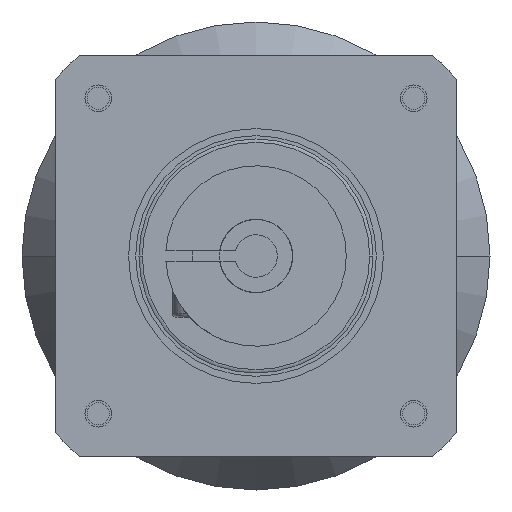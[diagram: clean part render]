
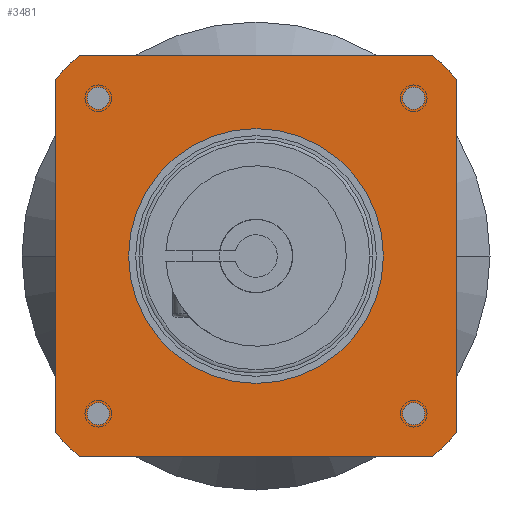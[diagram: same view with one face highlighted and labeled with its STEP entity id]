
A CAD part, left-side view. The second image highlights one B-rep face of the part: STEP entity #3481.
In plain terms, the highlighted planar face has unit normal (-1, 0, 0).
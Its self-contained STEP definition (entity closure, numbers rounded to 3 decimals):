
#705=CARTESIAN_POINT('',(0.,0.,0.));
#706=DIRECTION('',(-1.,0.,0.));
#707=DIRECTION('',(0.,-0.75,0.661));
#708=AXIS2_PLACEMENT_3D('',#705,#706,#707);
#710=DIRECTION('',(0.,0.,1.));
#711=VECTOR('',#710,52.915);
#712=CARTESIAN_POINT('',(0.,-30.,-26.458));
#713=LINE('',#712,#711);
#714=CARTESIAN_POINT('',(0.,0.,0.));
#715=DIRECTION('',(-1.,0.,0.));
#716=DIRECTION('',(0.,-0.661,-0.75));
#717=AXIS2_PLACEMENT_3D('',#714,#715,#716);
#719=DIRECTION('',(0.,-1.,0.));
#720=VECTOR('',#719,52.915);
#721=CARTESIAN_POINT('',(0.,26.458,-30.));
#722=LINE('',#721,#720);
#723=CARTESIAN_POINT('',(0.,0.,0.));
#724=DIRECTION('',(-1.,0.,0.));
#725=DIRECTION('',(0.,0.75,-0.661));
#726=AXIS2_PLACEMENT_3D('',#723,#724,#725);
#728=DIRECTION('',(0.,0.,-1.));
#729=VECTOR('',#728,52.915);
#730=CARTESIAN_POINT('',(0.,30.,26.458));
#731=LINE('',#730,#729);
#732=CARTESIAN_POINT('',(0.,0.,0.));
#733=DIRECTION('',(-1.,0.,0.));
#734=DIRECTION('',(0.,0.661,0.75));
#735=AXIS2_PLACEMENT_3D('',#732,#733,#734);
#737=DIRECTION('',(0.,1.,0.));
#738=VECTOR('',#737,52.915);
#739=CARTESIAN_POINT('',(0.,-26.458,30.));
#740=LINE('',#739,#738);
#741=CARTESIAN_POINT('',(0.,0.,0.));
#742=DIRECTION('',(1.,0.,0.));
#743=DIRECTION('',(0.,-1.,0.));
#744=AXIS2_PLACEMENT_3D('',#741,#742,#743);
#746=CARTESIAN_POINT('',(0.,0.,0.));
#747=DIRECTION('',(1.,0.,0.));
#748=DIRECTION('',(0.,1.,0.));
#749=AXIS2_PLACEMENT_3D('',#746,#747,#748);
#751=CARTESIAN_POINT('',(0.,-23.582,23.582));
#752=DIRECTION('',(-1.,0.,0.));
#753=DIRECTION('',(0.,0.,-1.));
#754=AXIS2_PLACEMENT_3D('',#751,#752,#753);
#756=CARTESIAN_POINT('',(0.,-23.582,23.582));
#757=DIRECTION('',(-1.,0.,0.));
#758=DIRECTION('',(0.,0.,1.));
#759=AXIS2_PLACEMENT_3D('',#756,#757,#758);
#761=CARTESIAN_POINT('',(0.,-23.582,-23.582));
#762=DIRECTION('',(-1.,0.,0.));
#763=DIRECTION('',(0.,0.,-1.));
#764=AXIS2_PLACEMENT_3D('',#761,#762,#763);
#766=CARTESIAN_POINT('',(0.,-23.582,-23.582));
#767=DIRECTION('',(-1.,0.,0.));
#768=DIRECTION('',(0.,0.,1.));
#769=AXIS2_PLACEMENT_3D('',#766,#767,#768);
#771=CARTESIAN_POINT('',(0.,23.582,-23.582));
#772=DIRECTION('',(-1.,0.,0.));
#773=DIRECTION('',(0.,0.,-1.));
#774=AXIS2_PLACEMENT_3D('',#771,#772,#773);
#776=CARTESIAN_POINT('',(0.,23.582,-23.582));
#777=DIRECTION('',(-1.,0.,0.));
#778=DIRECTION('',(0.,0.,1.));
#779=AXIS2_PLACEMENT_3D('',#776,#777,#778);
#781=CARTESIAN_POINT('',(0.,23.582,23.582));
#782=DIRECTION('',(-1.,0.,0.));
#783=DIRECTION('',(0.,0.,-1.));
#784=AXIS2_PLACEMENT_3D('',#781,#782,#783);
#786=CARTESIAN_POINT('',(0.,23.582,23.582));
#787=DIRECTION('',(-1.,0.,0.));
#788=DIRECTION('',(0.,0.,1.));
#789=AXIS2_PLACEMENT_3D('',#786,#787,#788);
#2077=CARTESIAN_POINT('',(0.,-30.,26.458));
#2078=CARTESIAN_POINT('',(0.,-26.458,30.));
#2079=VERTEX_POINT('',#2077);
#2080=VERTEX_POINT('',#2078);
#2081=CARTESIAN_POINT('',(0.,26.458,30.));
#2082=VERTEX_POINT('',#2081);
#2083=CARTESIAN_POINT('',(0.,30.,26.458));
#2084=VERTEX_POINT('',#2083);
#2085=CARTESIAN_POINT('',(0.,30.,-26.458));
#2086=VERTEX_POINT('',#2085);
#2087=CARTESIAN_POINT('',(0.,26.458,-30.));
#2088=VERTEX_POINT('',#2087);
#2089=CARTESIAN_POINT('',(0.,-26.458,-30.));
#2090=VERTEX_POINT('',#2089);
#2091=CARTESIAN_POINT('',(0.,-30.,-26.458));
#2092=VERTEX_POINT('',#2091);
#2109=CARTESIAN_POINT('',(0.,-19.05,0.));
#2110=CARTESIAN_POINT('',(0.,19.05,0.));
#2111=VERTEX_POINT('',#2109);
#2112=VERTEX_POINT('',#2110);
#2129=CARTESIAN_POINT('',(0.,-23.582,21.932));
#2130=CARTESIAN_POINT('',(0.,-23.582,25.232));
#2131=VERTEX_POINT('',#2129);
#2132=VERTEX_POINT('',#2130);
#2133=CARTESIAN_POINT('',(0.,-23.582,-25.232));
#2134=CARTESIAN_POINT('',(0.,-23.582,-21.932));
#2135=VERTEX_POINT('',#2133);
#2136=VERTEX_POINT('',#2134);
#2137=CARTESIAN_POINT('',(0.,23.582,-25.232));
#2138=CARTESIAN_POINT('',(0.,23.582,-21.932));
#2139=VERTEX_POINT('',#2137);
#2140=VERTEX_POINT('',#2138);
#2141=CARTESIAN_POINT('',(0.,23.582,21.932));
#2142=CARTESIAN_POINT('',(0.,23.582,25.232));
#2143=VERTEX_POINT('',#2141);
#2144=VERTEX_POINT('',#2142);
#3436=CARTESIAN_POINT('',(0.,0.,0.));
#3437=DIRECTION('',(-1.,0.,0.));
#3438=DIRECTION('',(0.,0.,-1.));
#3439=AXIS2_PLACEMENT_3D('',#3436,#3437,#3438);
#3440=PLANE('',#3439);
#3441=ORIENTED_EDGE('',*,*,#3326,.F.);
#3442=ORIENTED_EDGE('',*,*,#3341,.F.);
#3443=ORIENTED_EDGE('',*,*,#3355,.F.);
#3444=ORIENTED_EDGE('',*,*,#3369,.F.);
#3445=ORIENTED_EDGE('',*,*,#3389,.F.);
#3446=ORIENTED_EDGE('',*,*,#3403,.F.);
#3447=ORIENTED_EDGE('',*,*,#3417,.F.);
#3448=ORIENTED_EDGE('',*,*,#3430,.F.);
#3449=EDGE_LOOP('',(#3441,#3442,#3443,#3444,#3445,#3446,#3447,#3448));
#3450=FACE_OUTER_BOUND('',#3449,.F.);
#3452=ORIENTED_EDGE('',*,*,#3451,.F.);
#3454=ORIENTED_EDGE('',*,*,#3453,.F.);
#3455=EDGE_LOOP('',(#3452,#3454));
#3456=FACE_BOUND('',#3455,.F.);
#3458=ORIENTED_EDGE('',*,*,#3457,.T.);
#3460=ORIENTED_EDGE('',*,*,#3459,.T.);
#3461=EDGE_LOOP('',(#3458,#3460));
#3462=FACE_BOUND('',#3461,.F.);
#3464=ORIENTED_EDGE('',*,*,#3463,.T.);
#3466=ORIENTED_EDGE('',*,*,#3465,.T.);
#3467=EDGE_LOOP('',(#3464,#3466));
#3468=FACE_BOUND('',#3467,.F.);
#3470=ORIENTED_EDGE('',*,*,#3469,.T.);
#3472=ORIENTED_EDGE('',*,*,#3471,.T.);
#3473=EDGE_LOOP('',(#3470,#3472));
#3474=FACE_BOUND('',#3473,.F.);
#3476=ORIENTED_EDGE('',*,*,#3475,.T.);
#3478=ORIENTED_EDGE('',*,*,#3477,.T.);
#3479=EDGE_LOOP('',(#3476,#3478));
#3480=FACE_BOUND('',#3479,.F.);
#709=CIRCLE('',#708,40.);
#718=CIRCLE('',#717,40.);
#727=CIRCLE('',#726,40.);
#736=CIRCLE('',#735,40.);
#745=CIRCLE('',#744,19.05);
#750=CIRCLE('',#749,19.05);
#755=CIRCLE('',#754,1.65);
#760=CIRCLE('',#759,1.65);
#765=CIRCLE('',#764,1.65);
#770=CIRCLE('',#769,1.65);
#775=CIRCLE('',#774,1.65);
#780=CIRCLE('',#779,1.65);
#785=CIRCLE('',#784,1.65);
#790=CIRCLE('',#789,1.65);
#3326=EDGE_CURVE('',#2079,#2080,#709,.T.);
#3341=EDGE_CURVE('',#2092,#2079,#713,.T.);
#3355=EDGE_CURVE('',#2090,#2092,#718,.T.);
#3369=EDGE_CURVE('',#2088,#2090,#722,.T.);
#3389=EDGE_CURVE('',#2086,#2088,#727,.T.);
#3403=EDGE_CURVE('',#2084,#2086,#731,.T.);
#3417=EDGE_CURVE('',#2082,#2084,#736,.T.);
#3430=EDGE_CURVE('',#2080,#2082,#740,.T.);
#3451=EDGE_CURVE('',#2111,#2112,#745,.T.);
#3453=EDGE_CURVE('',#2112,#2111,#750,.T.);
#3457=EDGE_CURVE('',#2131,#2132,#755,.T.);
#3459=EDGE_CURVE('',#2132,#2131,#760,.T.);
#3463=EDGE_CURVE('',#2135,#2136,#765,.T.);
#3465=EDGE_CURVE('',#2136,#2135,#770,.T.);
#3469=EDGE_CURVE('',#2139,#2140,#775,.T.);
#3471=EDGE_CURVE('',#2140,#2139,#780,.T.);
#3475=EDGE_CURVE('',#2143,#2144,#785,.T.);
#3477=EDGE_CURVE('',#2144,#2143,#790,.T.);
#3481=ADVANCED_FACE('',(#3450,#3456,#3462,#3468,#3474,#3480),#3440,.T.);
